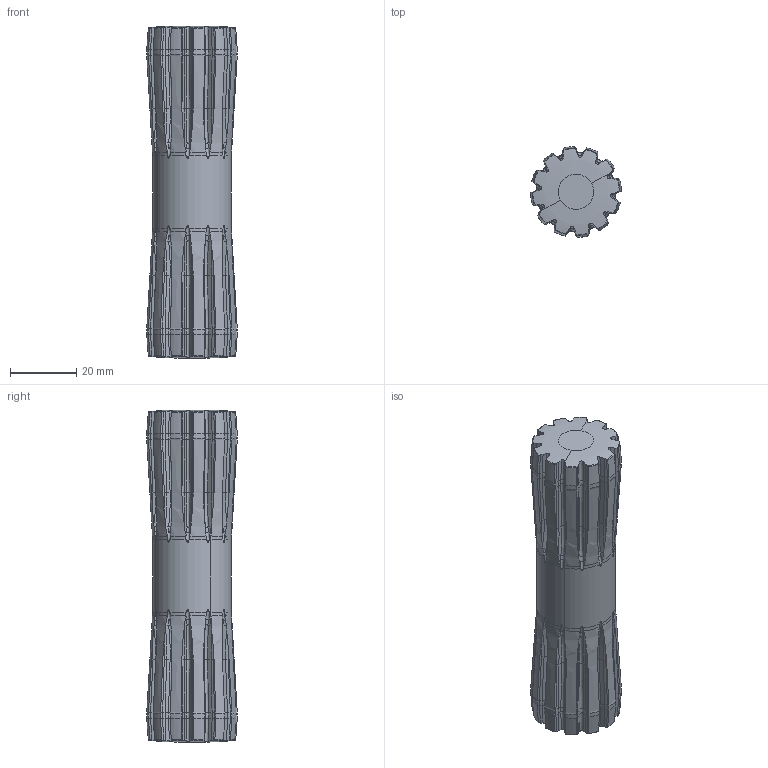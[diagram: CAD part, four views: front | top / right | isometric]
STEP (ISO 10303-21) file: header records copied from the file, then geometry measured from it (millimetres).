
FILE_DESCRIPTION(('CATIA V5 STEP Exchange'),'2;1');
FILE_NAME('AXE_PIGNON.stp','2021-02-11T08:06:41+00:00',('none'),('none'),'CATIA Version 5 Release 19 SP 9 (IN-10)','CATIA V5 STEP AP203','none');
FILE_SCHEMA(('CONFIG_CONTROL_DESIGN'));
Products named in the file (1): AXE_PIGNON
Bounding box: 27.31 x 27.31 x 100 mm (x, y, z)
Volume: 46242.1 mm3; surface area: 11245.3 mm2
Topology: 1 solids, 1 shells, 976 faces, 2386 edges, 1412 vertices
Faces by surface type: bspline 840, torus 52, cone 52, revolution 28, plane 2, cylinder 2
Entity records: 44688 total; most frequent: CARTESIAN_POINT 30518, ORIENTED_EDGE 4772, EDGE_CURVE 2386, B_SPLINE_CURVE_WITH_KNOTS 1577, VERTEX_POINT 1412, ADVANCED_FACE 976, EDGE_LOOP 976, FACE_OUTER_BOUND 976
